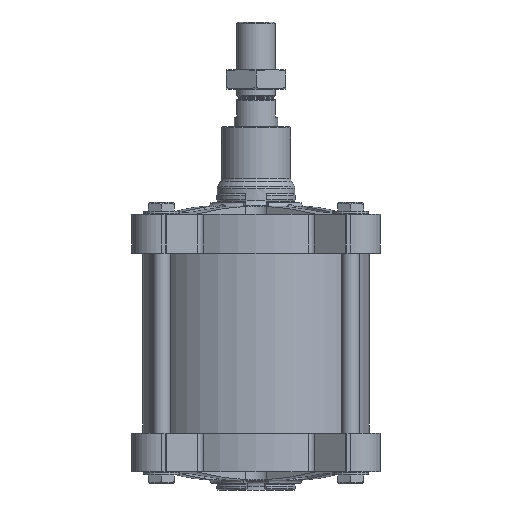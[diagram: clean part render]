
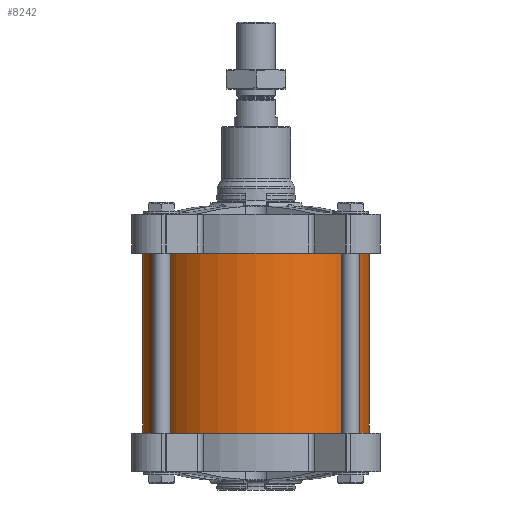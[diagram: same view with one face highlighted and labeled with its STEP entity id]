
A CAD part, front view. The second image highlights one B-rep face of the part: STEP entity #8242.
In plain terms, the highlighted cylindrical face has radius 105 mm (diameter 210 mm), a full revolution.
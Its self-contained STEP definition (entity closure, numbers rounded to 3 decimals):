
#652=CIRCLE('',#8770,105.);
#656=CIRCLE('',#8775,105.);
#660=CIRCLE('',#8780,105.);
#679=CIRCLE('',#8813,105.);
#685=CIRCLE('',#8820,105.);
#691=CIRCLE('',#8827,105.);
#789=CIRCLE('',#8976,105.);
#857=CIRCLE('',#9101,105.);
#858=CIRCLE('',#9103,105.);
#859=CIRCLE('',#9105,105.);
#860=CIRCLE('',#9107,105.);
#861=CIRCLE('',#9109,105.);
#862=CIRCLE('',#9110,105.);
#863=CIRCLE('',#9111,105.);
#864=CIRCLE('',#9112,105.);
#865=CIRCLE('',#9113,105.);
#2048=ORIENTED_EDGE('',*,*,#4124,.F.);
#2049=ORIENTED_EDGE('',*,*,#4125,.F.);
#2050=ORIENTED_EDGE('',*,*,#3704,.F.);
#2051=ORIENTED_EDGE('',*,*,#4126,.F.);
#2052=ORIENTED_EDGE('',*,*,#3696,.F.);
#2053=ORIENTED_EDGE('',*,*,#4127,.F.);
#2054=ORIENTED_EDGE('',*,*,#3700,.F.);
#2055=ORIENTED_EDGE('',*,*,#4128,.F.);
#2056=ORIENTED_EDGE('',*,*,#3781,.T.);
#2057=ORIENTED_EDGE('',*,*,#4122,.T.);
#2058=ORIENTED_EDGE('',*,*,#4001,.T.);
#2059=ORIENTED_EDGE('',*,*,#4121,.T.);
#2060=ORIENTED_EDGE('',*,*,#3761,.T.);
#2061=ORIENTED_EDGE('',*,*,#4120,.T.);
#2062=ORIENTED_EDGE('',*,*,#3771,.T.);
#2063=ORIENTED_EDGE('',*,*,#4123,.T.);
#3696=EDGE_CURVE('',#4885,#4883,#652,.T.);
#3700=EDGE_CURVE('',#4889,#4887,#656,.T.);
#3704=EDGE_CURVE('',#4893,#4891,#660,.T.);
#3761=EDGE_CURVE('',#4944,#4945,#679,.F.);
#3771=EDGE_CURVE('',#4954,#4955,#685,.F.);
#3781=EDGE_CURVE('',#4964,#4965,#691,.F.);
#4001=EDGE_CURVE('',#5086,#5063,#789,.F.);
#4120=EDGE_CURVE('',#4945,#4954,#857,.T.);
#4121=EDGE_CURVE('',#5063,#4944,#858,.T.);
#4122=EDGE_CURVE('',#4965,#5086,#859,.T.);
#4123=EDGE_CURVE('',#4955,#4964,#860,.T.);
#4124=EDGE_CURVE('',#5191,#5192,#861,.T.);
#4125=EDGE_CURVE('',#4891,#5191,#862,.T.);
#4126=EDGE_CURVE('',#4883,#4893,#863,.T.);
#4127=EDGE_CURVE('',#4887,#4885,#864,.T.);
#4128=EDGE_CURVE('',#5192,#4889,#865,.T.);
#4883=VERTEX_POINT('',#12952);
#4885=VERTEX_POINT('',#12956);
#4887=VERTEX_POINT('',#12961);
#4889=VERTEX_POINT('',#12965);
#4891=VERTEX_POINT('',#12970);
#4893=VERTEX_POINT('',#12974);
#4944=VERTEX_POINT('',#13183);
#4945=VERTEX_POINT('',#13184);
#4954=VERTEX_POINT('',#13204);
#4955=VERTEX_POINT('',#13205);
#4964=VERTEX_POINT('',#13225);
#4965=VERTEX_POINT('',#13226);
#5063=VERTEX_POINT('',#13608);
#5086=VERTEX_POINT('',#13677);
#5191=VERTEX_POINT('',#14066);
#5192=VERTEX_POINT('',#14067);
#6805=EDGE_LOOP('',(#2048,#2049,#2050,#2051,#2052,#2053,#2054,#2055));
#6806=EDGE_LOOP('',(#2056,#2057,#2058,#2059,#2060,#2061,#2062,#2063));
#7462=FACE_BOUND('',#6805,.T.);
#7463=FACE_BOUND('',#6806,.T.);
#7988=CYLINDRICAL_SURFACE('',#9108,105.);
#8242=ADVANCED_FACE('',(#7462,#7463),#7988,.T.);
#8770=AXIS2_PLACEMENT_3D('',#12957,#9996,#9997);
#8775=AXIS2_PLACEMENT_3D('',#12966,#10006,#10007);
#8780=AXIS2_PLACEMENT_3D('',#12975,#10016,#10017);
#8813=AXIS2_PLACEMENT_3D('',#13182,#10107,#10108);
#8820=AXIS2_PLACEMENT_3D('',#13203,#10125,#10126);
#8827=AXIS2_PLACEMENT_3D('',#13224,#10143,#10144);
#8976=AXIS2_PLACEMENT_3D('',#13786,#10536,#10537);
#9101=AXIS2_PLACEMENT_3D('',#14057,#10831,#10832);
#9103=AXIS2_PLACEMENT_3D('',#14059,#10835,#10836);
#9105=AXIS2_PLACEMENT_3D('',#14061,#10839,#10840);
#9107=AXIS2_PLACEMENT_3D('',#14063,#10843,#10844);
#9108=AXIS2_PLACEMENT_3D('',#14064,#10845,#10846);
#9109=AXIS2_PLACEMENT_3D('',#14065,#10847,#10848);
#9110=AXIS2_PLACEMENT_3D('',#14068,#10849,#10850);
#9111=AXIS2_PLACEMENT_3D('',#14069,#10851,#10852);
#9112=AXIS2_PLACEMENT_3D('',#14070,#10853,#10854);
#9113=AXIS2_PLACEMENT_3D('',#14071,#10855,#10856);
#9996=DIRECTION('',(0.,0.,-1.));
#9997=DIRECTION('',(-1.,0.,0.));
#10006=DIRECTION('',(0.,0.,-1.));
#10007=DIRECTION('',(-1.,0.,0.));
#10016=DIRECTION('',(0.,0.,-1.));
#10017=DIRECTION('',(-1.,0.,0.));
#10107=DIRECTION('',(0.,0.,1.));
#10108=DIRECTION('',(1.,0.,0.));
#10125=DIRECTION('',(0.,0.,1.));
#10126=DIRECTION('',(1.,0.,0.));
#10143=DIRECTION('',(0.,0.,1.));
#10144=DIRECTION('',(1.,0.,0.));
#10536=DIRECTION('',(0.,0.,1.));
#10537=DIRECTION('',(1.,0.,0.));
#10831=DIRECTION('',(0.,0.,-1.));
#10832=DIRECTION('',(-1.,0.,0.));
#10835=DIRECTION('',(0.,0.,-1.));
#10836=DIRECTION('',(-1.,0.,0.));
#10839=DIRECTION('',(0.,0.,-1.));
#10840=DIRECTION('',(-1.,0.,0.));
#10843=DIRECTION('',(0.,0.,-1.));
#10844=DIRECTION('',(-1.,0.,0.));
#10845=DIRECTION('',(0.,0.,-1.));
#10846=DIRECTION('',(-1.,0.,0.));
#10847=DIRECTION('',(0.,0.,-1.));
#10848=DIRECTION('',(-1.,0.,0.));
#10849=DIRECTION('',(0.,0.,-1.));
#10850=DIRECTION('',(-1.,0.,0.));
#10851=DIRECTION('',(0.,0.,-1.));
#10852=DIRECTION('',(-1.,0.,0.));
#10853=DIRECTION('',(0.,0.,-1.));
#10854=DIRECTION('',(-1.,0.,0.));
#10855=DIRECTION('',(0.,0.,-1.));
#10856=DIRECTION('',(-1.,0.,0.));
#12952=CARTESIAN_POINT('',(-51.423,-91.546,-213.3));
#12956=CARTESIAN_POINT('',(51.423,-91.546,-213.3));
#12957=CARTESIAN_POINT('',(0.,0.,-213.3));
#12961=CARTESIAN_POINT('',(91.546,-51.423,-213.3));
#12965=CARTESIAN_POINT('',(91.546,51.423,-213.3));
#12966=CARTESIAN_POINT('',(0.,0.,-213.3));
#12970=CARTESIAN_POINT('',(-91.546,51.423,-213.3));
#12974=CARTESIAN_POINT('',(-91.546,-51.423,-213.3));
#12975=CARTESIAN_POINT('',(0.,0.,-213.3));
#13182=CARTESIAN_POINT('',(0.,0.,-46.9));
#13183=CARTESIAN_POINT('',(91.546,-51.423,-46.9));
#13184=CARTESIAN_POINT('',(51.423,-91.546,-46.9));
#13203=CARTESIAN_POINT('',(0.,0.,-46.9));
#13204=CARTESIAN_POINT('',(-51.423,-91.546,-46.9));
#13205=CARTESIAN_POINT('',(-91.546,-51.423,-46.9));
#13224=CARTESIAN_POINT('',(0.,0.,-46.9));
#13225=CARTESIAN_POINT('',(-91.546,51.423,-46.9));
#13226=CARTESIAN_POINT('',(-9.156,104.6,-46.9));
#13608=CARTESIAN_POINT('',(91.546,51.423,-46.9));
#13677=CARTESIAN_POINT('',(9.156,104.6,-46.9));
#13786=CARTESIAN_POINT('',(0.,0.,-46.9));
#14057=CARTESIAN_POINT('',(0.,0.,-46.9));
#14059=CARTESIAN_POINT('',(0.,0.,-46.9));
#14061=CARTESIAN_POINT('',(0.,0.,-46.9));
#14063=CARTESIAN_POINT('',(0.,0.,-46.9));
#14064=CARTESIAN_POINT('',(0.,0.,-213.3));
#14065=CARTESIAN_POINT('',(0.,0.,-213.3));
#14066=CARTESIAN_POINT('',(-9.156,104.6,-213.3));
#14067=CARTESIAN_POINT('',(9.156,104.6,-213.3));
#14068=CARTESIAN_POINT('',(0.,0.,-213.3));
#14069=CARTESIAN_POINT('',(0.,0.,-213.3));
#14070=CARTESIAN_POINT('',(0.,0.,-213.3));
#14071=CARTESIAN_POINT('',(0.,0.,-213.3));
